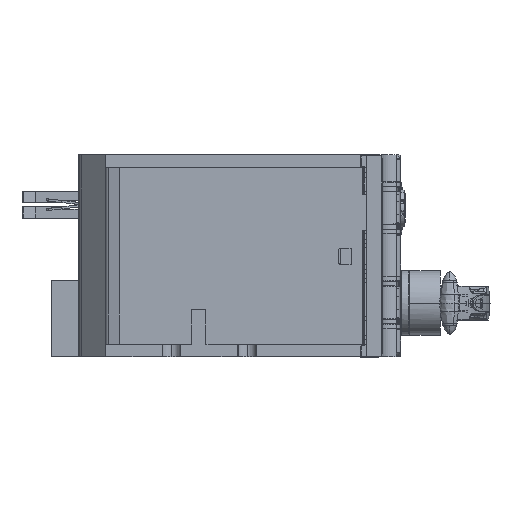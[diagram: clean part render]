
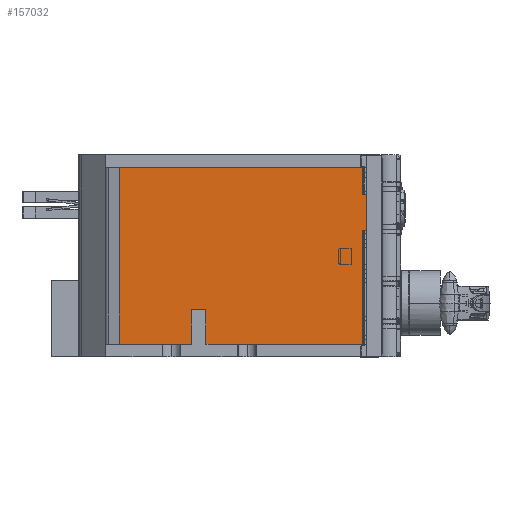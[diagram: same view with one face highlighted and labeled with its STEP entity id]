
A CAD part, left-side view. The second image highlights one B-rep face of the part: STEP entity #157032.
In plain terms, the highlighted planar face has unit normal (-1, 0, 0).
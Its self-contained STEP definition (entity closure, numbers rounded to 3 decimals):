
#156980=AXIS2_PLACEMENT_3D('Plane Axis2P3D',#156977,#156978,#156979) ;
#151805=CARTESIAN_POINT('Vertex',(5.1,183.2,-65.25)) ;
#151808=CARTESIAN_POINT('Line Origine',(5.1,183.2,0.)) ;
#151812=CARTESIAN_POINT('Vertex',(5.1,183.2,65.25)) ;
#151924=CARTESIAN_POINT('Line Origine',(5.1,89.1,65.25)) ;
#151928=CARTESIAN_POINT('Vertex',(5.1,-5.,65.25)) ;
#156977=CARTESIAN_POINT('Axis2P3D Location',(5.1,183.2,0.)) ;
#156982=CARTESIAN_POINT('Line Origine',(5.1,129.5,-52.625)) ;
#156986=CARTESIAN_POINT('Vertex',(5.1,129.5,-40.)) ;
#156988=CARTESIAN_POINT('Vertex',(5.1,129.5,-65.25)) ;
#156991=CARTESIAN_POINT('Line Origine',(5.1,124.25,-40.)) ;
#156995=CARTESIAN_POINT('Vertex',(5.1,119.,-40.)) ;
#156998=CARTESIAN_POINT('Line Origine',(5.1,119.,-52.625)) ;
#157002=CARTESIAN_POINT('Vertex',(5.1,119.,-65.25)) ;
#157005=CARTESIAN_POINT('Line Origine',(5.1,57.,-65.25)) ;
#157009=CARTESIAN_POINT('Vertex',(5.1,-5.,-65.25)) ;
#157012=CARTESIAN_POINT('Line Origine',(5.1,-5.,0.)) ;
#157017=CARTESIAN_POINT('Line Origine',(5.1,156.35,-65.25)) ;
#151809=DIRECTION('Vector Direction',(0.,0.,-1.)) ;
#151925=DIRECTION('Vector Direction',(0.,-1.,0.)) ;
#156978=DIRECTION('Axis2P3D Direction',(1.,0.,0.)) ;
#156979=DIRECTION('Axis2P3D XDirection',(0.,-1.,0.)) ;
#156983=DIRECTION('Vector Direction',(0.,0.,-1.)) ;
#156992=DIRECTION('Vector Direction',(0.,-1.,0.)) ;
#156999=DIRECTION('Vector Direction',(0.,0.,1.)) ;
#157006=DIRECTION('Vector Direction',(0.,-1.,0.)) ;
#157013=DIRECTION('Vector Direction',(0.,0.,-1.)) ;
#157018=DIRECTION('Vector Direction',(0.,-1.,0.)) ;
#151810=VECTOR('Line Direction',#151809,1.) ;
#151926=VECTOR('Line Direction',#151925,1.) ;
#156984=VECTOR('Line Direction',#156983,1.) ;
#156993=VECTOR('Line Direction',#156992,1.) ;
#157000=VECTOR('Line Direction',#156999,1.) ;
#157007=VECTOR('Line Direction',#157006,1.) ;
#157014=VECTOR('Line Direction',#157013,1.) ;
#157019=VECTOR('Line Direction',#157018,1.) ;
#157023=ORIENTED_EDGE('',*,*,#156990,.F.) ;
#157024=ORIENTED_EDGE('',*,*,#156997,.F.) ;
#157025=ORIENTED_EDGE('',*,*,#157004,.F.) ;
#157026=ORIENTED_EDGE('',*,*,#157011,.T.) ;
#157027=ORIENTED_EDGE('',*,*,#157016,.F.) ;
#157028=ORIENTED_EDGE('',*,*,#151930,.F.) ;
#157029=ORIENTED_EDGE('',*,*,#151814,.T.) ;
#157030=ORIENTED_EDGE('',*,*,#157021,.T.) ;
#157032=ADVANCED_FACE('Koerper.01_Gehaeuse_IGES',(#157031),#156981,.F.) ;
#151814=EDGE_CURVE('',#151813,#151806,#151811,.T.) ;
#151930=EDGE_CURVE('',#151813,#151929,#151927,.T.) ;
#156990=EDGE_CURVE('',#156987,#156989,#156985,.T.) ;
#156997=EDGE_CURVE('',#156996,#156987,#156994,.F.) ;
#157004=EDGE_CURVE('',#157003,#156996,#157001,.T.) ;
#157011=EDGE_CURVE('',#157003,#157010,#157008,.T.) ;
#157016=EDGE_CURVE('',#151929,#157010,#157015,.T.) ;
#157021=EDGE_CURVE('',#151806,#156989,#157020,.T.) ;
#157022=EDGE_LOOP('',(#157023,#157024,#157025,#157026,#157027,#157028,#157029,#157030)) ;
#157031=FACE_OUTER_BOUND('',#157022,.T.) ;
#151811=LINE('Line',#151808,#151810) ;
#151927=LINE('Line',#151924,#151926) ;
#156985=LINE('Line',#156982,#156984) ;
#156994=LINE('Line',#156991,#156993) ;
#157001=LINE('Line',#156998,#157000) ;
#157008=LINE('Line',#157005,#157007) ;
#157015=LINE('Line',#157012,#157014) ;
#157020=LINE('Line',#157017,#157019) ;
#156981=PLANE('Plane',#156980) ;
#151806=VERTEX_POINT('',#151805) ;
#151813=VERTEX_POINT('',#151812) ;
#151929=VERTEX_POINT('',#151928) ;
#156987=VERTEX_POINT('',#156986) ;
#156989=VERTEX_POINT('',#156988) ;
#156996=VERTEX_POINT('',#156995) ;
#157003=VERTEX_POINT('',#157002) ;
#157010=VERTEX_POINT('',#157009) ;
